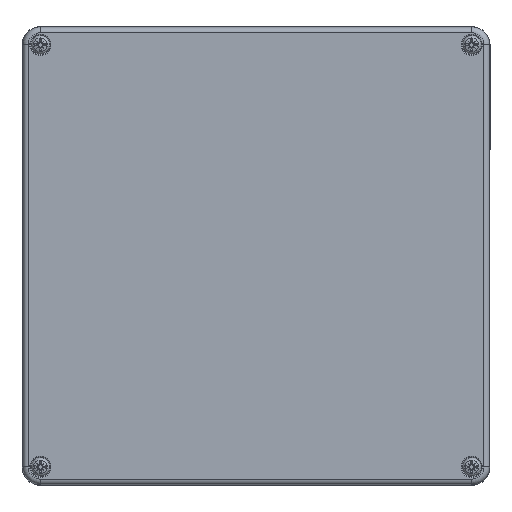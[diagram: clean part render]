
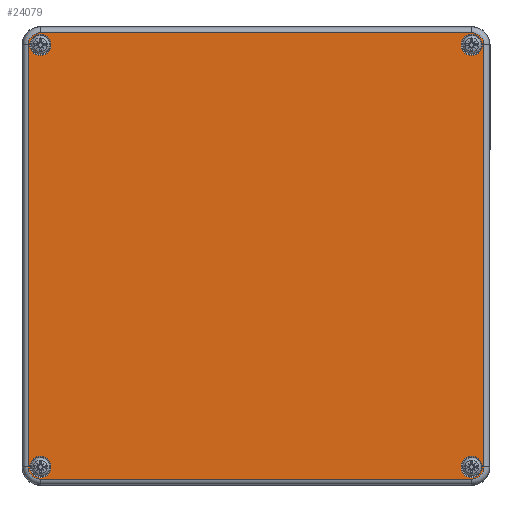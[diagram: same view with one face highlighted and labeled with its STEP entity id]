
A CAD part, top view. The second image highlights one B-rep face of the part: STEP entity #24079.
In plain terms, the highlighted face is planar.
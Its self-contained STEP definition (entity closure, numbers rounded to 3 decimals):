
#23936=CARTESIAN_POINT('',(111.7,115.,-25.0));
#23937=VERTEX_POINT('',#23936);
#23938=CARTESIAN_POINT('',(117.5,115.,-25.0));
#23939=DIRECTION('',(0.0,0.0,-1.0));
#23940=DIRECTION('',(1.0,0.0,0.0));
#23941=AXIS2_PLACEMENT_3D('',#23938,#23939,#23940);
#23942=CIRCLE('',#23941,5.8);
#23943=EDGE_CURVE('',#23937,#23937,#23942,.T.);
#23968=CARTESIAN_POINT('',(0.,0.,-25.0));
#23969=DIRECTION('',(0.0,0.0,1.0));
#23970=DIRECTION('',(1.0,0.0,0.0));
#23971=AXIS2_PLACEMENT_3D('',#23968,#23969,#23970);
#23972=PLANE('',#23971);
#23973=CARTESIAN_POINT('',(124.116,-115.,-25.0));
#23974=VERTEX_POINT('',#23973);
#23975=CARTESIAN_POINT('',(124.116,115.,-25.0));
#23976=VERTEX_POINT('',#23975);
#23977=CARTESIAN_POINT('',(124.116,-115.,-25.0));
#23978=DIRECTION('',(0.0,1.0,0.0));
#23979=VECTOR('',#23978,230.);
#23980=LINE('',#23977,#23979);
#23981=EDGE_CURVE('',#23974,#23976,#23980,.T.);
#23982=ORIENTED_EDGE('',*,*,#23981,.F.);
#23983=CARTESIAN_POINT('',(117.5,-121.616,-25.0));
#23984=VERTEX_POINT('',#23983);
#23985=CARTESIAN_POINT('',(117.5,-115.,-25.0));
#23986=DIRECTION('',(0.0,0.0,1.0));
#23987=DIRECTION('',(0.707,-0.707,0.0));
#23988=AXIS2_PLACEMENT_3D('',#23985,#23986,#23987);
#23989=CIRCLE('',#23988,6.616);
#23990=EDGE_CURVE('',#23984,#23974,#23989,.T.);
#23991=ORIENTED_EDGE('',*,*,#23990,.F.);
#23992=CARTESIAN_POINT('',(-117.5,-121.616,-25.0));
#23993=VERTEX_POINT('',#23992);
#23994=CARTESIAN_POINT('',(-117.5,-121.616,-25.0));
#23995=DIRECTION('',(1.0,0.0,0.0));
#23996=VECTOR('',#23995,235.);
#23997=LINE('',#23994,#23996);
#23998=EDGE_CURVE('',#23993,#23984,#23997,.T.);
#23999=ORIENTED_EDGE('',*,*,#23998,.F.);
#24000=CARTESIAN_POINT('',(-124.116,-115.,-25.0));
#24001=VERTEX_POINT('',#24000);
#24002=CARTESIAN_POINT('',(-117.5,-115.,-25.0));
#24003=DIRECTION('',(0.0,0.0,1.0));
#24004=DIRECTION('',(-0.707,-0.707,0.0));
#24005=AXIS2_PLACEMENT_3D('',#24002,#24003,#24004);
#24006=CIRCLE('',#24005,6.616);
#24007=EDGE_CURVE('',#24001,#23993,#24006,.T.);
#24008=ORIENTED_EDGE('',*,*,#24007,.F.);
#24009=CARTESIAN_POINT('',(-124.116,115.,-25.0));
#24010=VERTEX_POINT('',#24009);
#24011=CARTESIAN_POINT('',(-124.116,115.,-25.0));
#24012=DIRECTION('',(0.0,-1.0,0.0));
#24013=VECTOR('',#24012,230.);
#24014=LINE('',#24011,#24013);
#24015=EDGE_CURVE('',#24010,#24001,#24014,.T.);
#24016=ORIENTED_EDGE('',*,*,#24015,.F.);
#24017=CARTESIAN_POINT('',(-117.5,121.616,-25.0));
#24018=VERTEX_POINT('',#24017);
#24019=CARTESIAN_POINT('',(-117.5,115.,-25.0));
#24020=DIRECTION('',(0.0,0.0,1.0));
#24021=DIRECTION('',(-0.707,0.707,0.0));
#24022=AXIS2_PLACEMENT_3D('',#24019,#24020,#24021);
#24023=CIRCLE('',#24022,6.616);
#24024=EDGE_CURVE('',#24018,#24010,#24023,.T.);
#24025=ORIENTED_EDGE('',*,*,#24024,.F.);
#24026=CARTESIAN_POINT('',(117.5,121.616,-25.0));
#24027=VERTEX_POINT('',#24026);
#24028=CARTESIAN_POINT('',(117.5,121.616,-25.0));
#24029=DIRECTION('',(-1.0,0.0,0.0));
#24030=VECTOR('',#24029,235.);
#24031=LINE('',#24028,#24030);
#24032=EDGE_CURVE('',#24027,#24018,#24031,.T.);
#24033=ORIENTED_EDGE('',*,*,#24032,.F.);
#24034=CARTESIAN_POINT('',(117.5,115.,-25.0));
#24035=DIRECTION('',(0.0,0.0,1.0));
#24036=DIRECTION('',(0.707,0.707,0.0));
#24037=AXIS2_PLACEMENT_3D('',#24034,#24035,#24036);
#24038=CIRCLE('',#24037,6.616);
#24039=EDGE_CURVE('',#23976,#24027,#24038,.T.);
#24040=ORIENTED_EDGE('',*,*,#24039,.F.);
#24041=EDGE_LOOP('',(#23982,#23991,#23999,#24008,#24016,#24025,#24033,#24040));
#24042=FACE_OUTER_BOUND('',#24041,.T.);
#24043=CARTESIAN_POINT('',(-123.3,115.0,-25.0));
#24044=VERTEX_POINT('',#24043);
#24045=CARTESIAN_POINT('',(-117.5,115.0,-25.0));
#24046=DIRECTION('',(0.0,0.0,-1.0));
#24047=DIRECTION('',(1.0,0.0,0.0));
#24048=AXIS2_PLACEMENT_3D('',#24045,#24046,#24047);
#24049=CIRCLE('',#24048,5.8);
#24050=EDGE_CURVE('',#24044,#24044,#24049,.T.);
#24051=ORIENTED_EDGE('',*,*,#24050,.F.);
#24052=EDGE_LOOP('',(#24051));
#24053=FACE_BOUND('',#24052,.T.);
#24054=CARTESIAN_POINT('',(111.7,-115.,-25.0));
#24055=VERTEX_POINT('',#24054);
#24056=CARTESIAN_POINT('',(117.5,-115.,-25.0));
#24057=DIRECTION('',(0.0,0.0,-1.0));
#24058=DIRECTION('',(1.0,0.0,0.0));
#24059=AXIS2_PLACEMENT_3D('',#24056,#24057,#24058);
#24060=CIRCLE('',#24059,5.8);
#24061=EDGE_CURVE('',#24055,#24055,#24060,.T.);
#24062=ORIENTED_EDGE('',*,*,#24061,.F.);
#24063=EDGE_LOOP('',(#24062));
#24064=FACE_BOUND('',#24063,.T.);
#24065=CARTESIAN_POINT('',(-123.3,-115.,-25.0));
#24066=VERTEX_POINT('',#24065);
#24067=CARTESIAN_POINT('',(-117.5,-115.,-25.0));
#24068=DIRECTION('',(0.0,0.0,-1.0));
#24069=DIRECTION('',(1.0,0.0,0.0));
#24070=AXIS2_PLACEMENT_3D('',#24067,#24068,#24069);
#24071=CIRCLE('',#24070,5.8);
#24072=EDGE_CURVE('',#24066,#24066,#24071,.T.);
#24073=ORIENTED_EDGE('',*,*,#24072,.F.);
#24074=EDGE_LOOP('',(#24073));
#24075=FACE_BOUND('',#24074,.T.);
#24076=ORIENTED_EDGE('',*,*,#23943,.F.);
#24077=EDGE_LOOP('',(#24076));
#24078=FACE_BOUND('',#24077,.T.);
#24079=ADVANCED_FACE('',(#24042,#24053,#24064,#24075,#24078),#23972,.F.);
